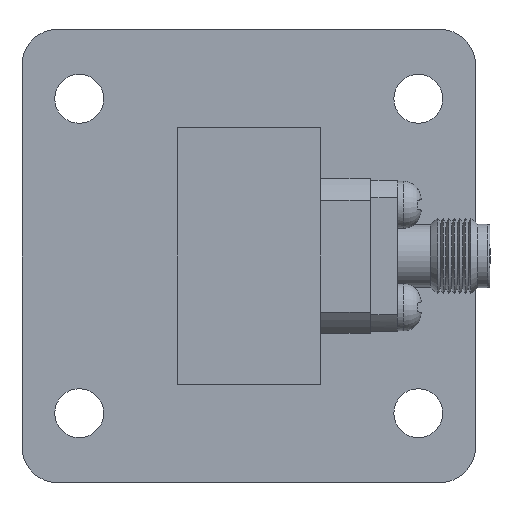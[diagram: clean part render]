
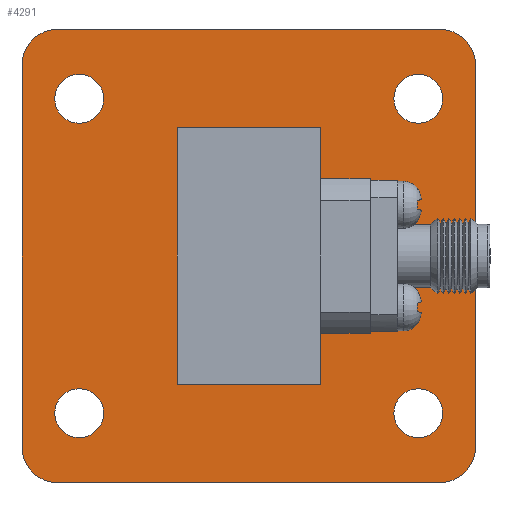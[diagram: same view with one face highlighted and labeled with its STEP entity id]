
A CAD part, left-side view. The second image highlights one B-rep face of the part: STEP entity #4291.
In plain terms, the highlighted planar face has unit normal (-1, 0, 0).
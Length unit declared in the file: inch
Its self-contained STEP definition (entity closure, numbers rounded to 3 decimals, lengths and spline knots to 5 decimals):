
#2 = VERTEX_POINT ( 'NONE', #829 ) ;
#38 = LINE ( 'NONE', #3246, #3496 ) ;
#82 = EDGE_CURVE ( 'NONE', #3090, #2965, #2568, .T. ) ;
#89 = EDGE_CURVE ( 'NONE', #3680, #3680, #788, .T. ) ;
#246 = CARTESIAN_POINT ( 'NONE',  ( -0.19685, -0.63145, 0.63166 ) ) ;
#248 = VERTEX_POINT ( 'NONE', #832 ) ;
#279 = VECTOR ( 'NONE', #2798, 39.37008 ) ;
#375 = VERTEX_POINT ( 'NONE', #1143 ) ;
#545 = FACE_BOUND ( 'NONE', #1618, .T. ) ;
#584 = DIRECTION ( 'NONE',  ( 0., 0., -1. ) ) ;
#609 = CIRCLE ( 'NONE', #1427, 0.08086 ) ;
#639 = AXIS2_PLACEMENT_3D ( 'NONE', #3950, #1952, #4283 ) ;
#666 = VECTOR ( 'NONE', #1574, 39.37008 ) ;
#696 = VERTEX_POINT ( 'NONE', #783 ) ;
#728 = CARTESIAN_POINT ( 'NONE',  ( -0.19685, -0.56069, 0.51994 ) ) ;
#745 = VECTOR ( 'NONE', #839, 39.37008 ) ;
#780 = LINE ( 'NONE', #2623, #2191 ) ;
#783 = CARTESIAN_POINT ( 'NONE',  ( -0.19685, 0.56069, -0.6008 ) ) ;
#788 = CIRCLE ( 'NONE', #1775, 0.08086 ) ;
#802 = CIRCLE ( 'NONE', #639, 0.11811 ) ;
#810 = ORIENTED_EDGE ( 'NONE', *, *, #3674, .F. ) ;
#818 = CIRCLE ( 'NONE', #4110, 0.11811 ) ;
#829 = CARTESIAN_POINT ( 'NONE',  ( -0.19685, 0.74999, -0.63166 ) ) ;
#832 = CARTESIAN_POINT ( 'NONE',  ( -0.19685, -0.74956, -0.63166 ) ) ;
#839 = DIRECTION ( 'NONE',  ( 0., -1., 0. ) ) ;
#842 = ORIENTED_EDGE ( 'NONE', *, *, #1071, .F. ) ;
#844 = VERTEX_POINT ( 'NONE', #1321 ) ;
#863 = AXIS2_PLACEMENT_3D ( 'NONE', #1276, #3600, #1610 ) ;
#864 = DIRECTION ( 'NONE',  ( 0., -1., 0. ) ) ;
#950 = ORIENTED_EDGE ( 'NONE', *, *, #3904, .F. ) ;
#964 = VERTEX_POINT ( 'NONE', #3494 ) ;
#1068 = CARTESIAN_POINT ( 'NONE',  ( -0.19685, -0.63145, -0.63166 ) ) ;
#1071 = EDGE_CURVE ( 'NONE', #2797, #4244, #818, .T. ) ;
#1072 = DIRECTION ( 'NONE',  ( 0., 0., -1. ) ) ;
#1097 = ORIENTED_EDGE ( 'NONE', *, *, #3761, .F. ) ;
#1116 = VERTEX_POINT ( 'NONE', #1935 ) ;
#1143 = CARTESIAN_POINT ( 'NONE',  ( -0.19685, 0.56069, 0.43908 ) ) ;
#1229 = DIRECTION ( 'NONE',  ( 0., 0., 1. ) ) ;
#1239 = CARTESIAN_POINT ( 'NONE',  ( -0.19685, 0.23726, -0.42487 ) ) ;
#1273 = EDGE_LOOP ( 'NONE', ( #2729 ) ) ;
#1276 = CARTESIAN_POINT ( 'NONE',  ( -0.19685, 0.56069, -0.51994 ) ) ;
#1282 = EDGE_CURVE ( 'NONE', #1116, #2797, #2866, .T. ) ;
#1321 = CARTESIAN_POINT ( 'NONE',  ( -0.19685, -0.63145, -0.74977 ) ) ;
#1365 = EDGE_CURVE ( 'NONE', #4244, #248, #38, .T. ) ;
#1415 = DIRECTION ( 'NONE',  ( 1., 0., 0. ) ) ;
#1427 = AXIS2_PLACEMENT_3D ( 'NONE', #1684, #4018, #2021 ) ;
#1433 = CARTESIAN_POINT ( 'NONE',  ( -0.19685, 0.23726, 0.42487 ) ) ;
#1446 = ORIENTED_EDGE ( 'NONE', *, *, #2754, .T. ) ;
#1486 = AXIS2_PLACEMENT_3D ( 'NONE', #3676, #1681, #4016 ) ;
#1514 = CARTESIAN_POINT ( 'NONE',  ( -0.19685, 0.63188, -0.74977 ) ) ;
#1519 = ORIENTED_EDGE ( 'NONE', *, *, #3254, .F. ) ;
#1547 = EDGE_CURVE ( 'NONE', #248, #844, #2085, .T. ) ;
#1574 = DIRECTION ( 'NONE',  ( 0., 0., -1. ) ) ;
#1610 = DIRECTION ( 'NONE',  ( 0., 0., -1. ) ) ;
#1618 = EDGE_LOOP ( 'NONE', ( #4241 ) ) ;
#1625 = DIRECTION ( 'NONE',  ( 1., 0., 0. ) ) ;
#1635 = DIRECTION ( 'NONE',  ( 0., 1., 0. ) ) ;
#1652 = LINE ( 'NONE', #2512, #745 ) ;
#1681 = DIRECTION ( 'NONE',  ( 1., 0., 0. ) ) ;
#1684 = CARTESIAN_POINT ( 'NONE',  ( -0.19685, 0.56069, 0.51994 ) ) ;
#1701 = AXIS2_PLACEMENT_3D ( 'NONE', #728, #3079, #1072 ) ;
#1752 = DIRECTION ( 'NONE',  ( 0., 0., -1. ) ) ;
#1775 = AXIS2_PLACEMENT_3D ( 'NONE', #2090, #4082, #1752 ) ;
#1800 = EDGE_CURVE ( 'NONE', #696, #696, #2815, .T. ) ;
#1854 = CARTESIAN_POINT ( 'NONE',  ( -0.19685, -0.63145, 0.74977 ) ) ;
#1935 = CARTESIAN_POINT ( 'NONE',  ( -0.19685, 0.63188, 0.74977 ) ) ;
#1949 = AXIS2_PLACEMENT_3D ( 'NONE', #3613, #1625, #3957 ) ;
#1952 = DIRECTION ( 'NONE',  ( 1., 0., 0. ) ) ;
#2021 = DIRECTION ( 'NONE',  ( 0., 0., -1. ) ) ;
#2064 = PLANE ( 'NONE',  #2127 ) ;
#2066 = LINE ( 'NONE', #2550, #3841 ) ;
#2079 = VECTOR ( 'NONE', #864, 39.37008 ) ;
#2085 = CIRCLE ( 'NONE', #1486, 0.11811 ) ;
#2090 = CARTESIAN_POINT ( 'NONE',  ( -0.19685, -0.56069, -0.51994 ) ) ;
#2127 = AXIS2_PLACEMENT_3D ( 'NONE', #1068, #1415, #3743 ) ;
#2191 = VECTOR ( 'NONE', #1635, 39.37008 ) ;
#2259 = EDGE_CURVE ( 'NONE', #844, #3766, #780, .T. ) ;
#2335 = FACE_OUTER_BOUND ( 'NONE', #3250, .T. ) ;
#2361 = VERTEX_POINT ( 'NONE', #2447 ) ;
#2379 = CARTESIAN_POINT ( 'NONE',  ( -0.19685, 0.23726, 0.42487 ) ) ;
#2404 = ORIENTED_EDGE ( 'NONE', *, *, #1547, .F. ) ;
#2422 = CARTESIAN_POINT ( 'NONE',  ( -0.19685, -0.74956, 0.63166 ) ) ;
#2447 = CARTESIAN_POINT ( 'NONE',  ( -0.19685, 0.74999, 0.63166 ) ) ;
#2448 = ORIENTED_EDGE ( 'NONE', *, *, #1365, .F. ) ;
#2452 = CARTESIAN_POINT ( 'NONE',  ( -0.19685, 0.74999, 0.63166 ) ) ;
#2454 = EDGE_LOOP ( 'NONE', ( #1446 ) ) ;
#2512 = CARTESIAN_POINT ( 'NONE',  ( -0.19685, 0.23726, -0.42487 ) ) ;
#2529 = ORIENTED_EDGE ( 'NONE', *, *, #3319, .F. ) ;
#2550 = CARTESIAN_POINT ( 'NONE',  ( -0.19685, -0.23726, 0.42487 ) ) ;
#2568 = LINE ( 'NONE', #1433, #4239 ) ;
#2579 = VERTEX_POINT ( 'NONE', #1239 ) ;
#2586 = DIRECTION ( 'NONE',  ( 1., 0., 0. ) ) ;
#2623 = CARTESIAN_POINT ( 'NONE',  ( -0.19685, 0.63188, -0.74977 ) ) ;
#2642 = FACE_BOUND ( 'NONE', #2454, .T. ) ;
#2717 = EDGE_LOOP ( 'NONE', ( #3620, #1519, #1097, #950 ) ) ;
#2729 = ORIENTED_EDGE ( 'NONE', *, *, #3554, .T. ) ;
#2754 = EDGE_CURVE ( 'NONE', #375, #375, #609, .T. ) ;
#2797 = VERTEX_POINT ( 'NONE', #3029 ) ;
#2798 = DIRECTION ( 'NONE',  ( 0., 0., 1. ) ) ;
#2815 = CIRCLE ( 'NONE', #863, 0.08086 ) ;
#2851 = ORIENTED_EDGE ( 'NONE', *, *, #89, .T. ) ;
#2866 = LINE ( 'NONE', #1854, #2079 ) ;
#2950 = ORIENTED_EDGE ( 'NONE', *, *, #2259, .F. ) ;
#2965 = VERTEX_POINT ( 'NONE', #2379 ) ;
#2983 = ORIENTED_EDGE ( 'NONE', *, *, #3961, .F. ) ;
#2989 = ORIENTED_EDGE ( 'NONE', *, *, #1282, .F. ) ;
#3029 = CARTESIAN_POINT ( 'NONE',  ( -0.19685, -0.63145, 0.74977 ) ) ;
#3079 = DIRECTION ( 'NONE',  ( 1., 0., 0. ) ) ;
#3090 = VERTEX_POINT ( 'NONE', #3485 ) ;
#3246 = CARTESIAN_POINT ( 'NONE',  ( -0.19685, -0.74956, -0.63166 ) ) ;
#3250 = EDGE_LOOP ( 'NONE', ( #2404, #2448, #842, #2989, #2983, #810, #2529, #2950 ) ) ;
#3254 = EDGE_CURVE ( 'NONE', #3872, #3090, #2066, .T. ) ;
#3319 = EDGE_CURVE ( 'NONE', #3766, #2, #3419, .T. ) ;
#3323 = FACE_BOUND ( 'NONE', #1273, .T. ) ;
#3419 = CIRCLE ( 'NONE', #1949, 0.11811 ) ;
#3428 = DIRECTION ( 'NONE',  ( 0., 1., 0. ) ) ;
#3470 = CIRCLE ( 'NONE', #1701, 0.08086 ) ;
#3485 = CARTESIAN_POINT ( 'NONE',  ( -0.19685, -0.23726, 0.42487 ) ) ;
#3494 = CARTESIAN_POINT ( 'NONE',  ( -0.19685, -0.56069, 0.43908 ) ) ;
#3496 = VECTOR ( 'NONE', #4240, 39.37008 ) ;
#3554 = EDGE_CURVE ( 'NONE', #964, #964, #3470, .T. ) ;
#3600 = DIRECTION ( 'NONE',  ( 1., 0., 0. ) ) ;
#3613 = CARTESIAN_POINT ( 'NONE',  ( -0.19685, 0.63188, -0.63166 ) ) ;
#3620 = ORIENTED_EDGE ( 'NONE', *, *, #82, .F. ) ;
#3674 = EDGE_CURVE ( 'NONE', #2, #2361, #3836, .T. ) ;
#3676 = CARTESIAN_POINT ( 'NONE',  ( -0.19685, -0.63145, -0.63166 ) ) ;
#3680 = VERTEX_POINT ( 'NONE', #4107 ) ;
#3743 = DIRECTION ( 'NONE',  ( 0., 0., -1. ) ) ;
#3761 = EDGE_CURVE ( 'NONE', #2579, #3872, #1652, .T. ) ;
#3766 = VERTEX_POINT ( 'NONE', #1514 ) ;
#3836 = LINE ( 'NONE', #2452, #279 ) ;
#3841 = VECTOR ( 'NONE', #1229, 39.37008 ) ;
#3872 = VERTEX_POINT ( 'NONE', #4227 ) ;
#3904 = EDGE_CURVE ( 'NONE', #2965, #2579, #3992, .T. ) ;
#3908 = CARTESIAN_POINT ( 'NONE',  ( -0.19685, 0.23726, 0.42487 ) ) ;
#3950 = CARTESIAN_POINT ( 'NONE',  ( -0.19685, 0.63188, 0.63166 ) ) ;
#3957 = DIRECTION ( 'NONE',  ( 0., 0., -1. ) ) ;
#3961 = EDGE_CURVE ( 'NONE', #2361, #1116, #802, .T. ) ;
#3992 = LINE ( 'NONE', #3908, #666 ) ;
#3994 = FACE_BOUND ( 'NONE', #2717, .T. ) ;
#4016 = DIRECTION ( 'NONE',  ( 0., 0., -1. ) ) ;
#4018 = DIRECTION ( 'NONE',  ( 1., 0., 0. ) ) ;
#4037 = EDGE_LOOP ( 'NONE', ( #2851 ) ) ;
#4082 = DIRECTION ( 'NONE',  ( 1., 0., 0. ) ) ;
#4096 = FACE_BOUND ( 'NONE', #4037, .T. ) ;
#4107 = CARTESIAN_POINT ( 'NONE',  ( -0.19685, -0.56069, -0.6008 ) ) ;
#4110 = AXIS2_PLACEMENT_3D ( 'NONE', #246, #2586, #584 ) ;
#4227 = CARTESIAN_POINT ( 'NONE',  ( -0.19685, -0.23726, -0.42487 ) ) ;
#4239 = VECTOR ( 'NONE', #3428, 39.37008 ) ;
#4240 = DIRECTION ( 'NONE',  ( 0., 0., -1. ) ) ;
#4241 = ORIENTED_EDGE ( 'NONE', *, *, #1800, .T. ) ;
#4244 = VERTEX_POINT ( 'NONE', #2422 ) ;
#4283 = DIRECTION ( 'NONE',  ( 0., 0., -1. ) ) ;
#4291 = ADVANCED_FACE ( 'NONE', ( #2335, #3323, #2642, #4096, #545, #3994 ), #2064, .F. ) ;
